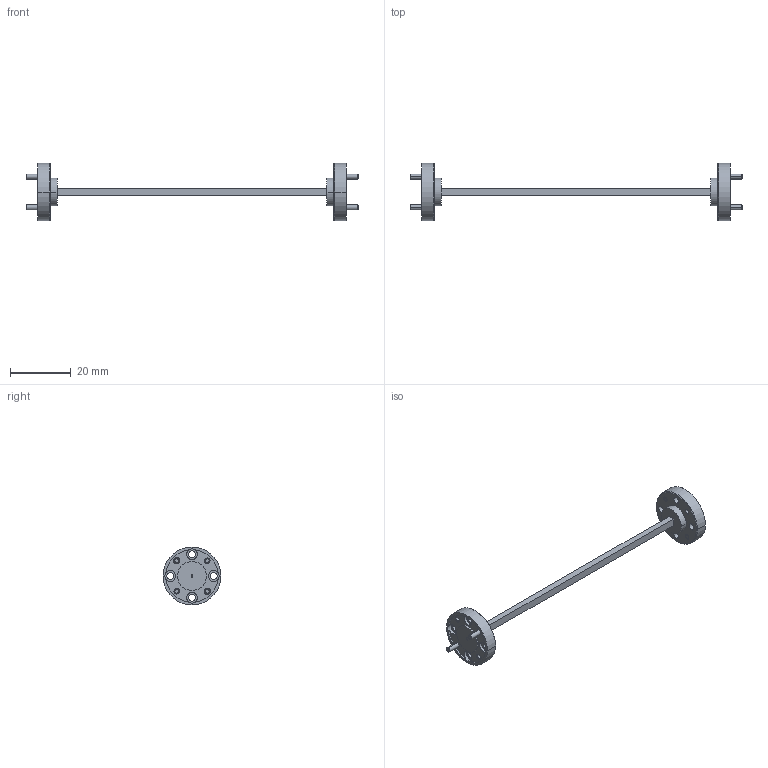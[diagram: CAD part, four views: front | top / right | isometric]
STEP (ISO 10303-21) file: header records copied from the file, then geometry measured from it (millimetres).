
FILE_DESCRIPTION (( 'STEP AP214' ), '1' );
FILE_NAME ('WG-F04-A-L, DF, 4 inch.STEP', '2026-01-23T17:53:19', ( '' ), ( '' ), 'SwSTEP 2.0', 'SolidWorks 2021', '' );
FILE_SCHEMA (( 'AUTOMOTIVE_DESIGN' ));
Length unit declared in the file: inch
Products named in the file (1): WG-F04-A-L, DF, 4 inch
Bounding box: 109.35 x 19.05 x 19.05 mm (x, y, z)
Volume: 2769.2 mm3; surface area: 3098.6 mm2
Topology: 5 solids, 5 shells, 152 faces, 360 edges, 228 vertices
Faces by surface type: cylinder 76, plane 40, cone 36
Entity records: 6538 total; most frequent: DIRECTION 870, CARTESIAN_POINT 741, ORIENTED_EDGE 720, EDGE_CURVE 360, AXIS2_PLACEMENT_3D 357, VERTEX_POINT 228, CIRCLE 204, EDGE_LOOP 194
